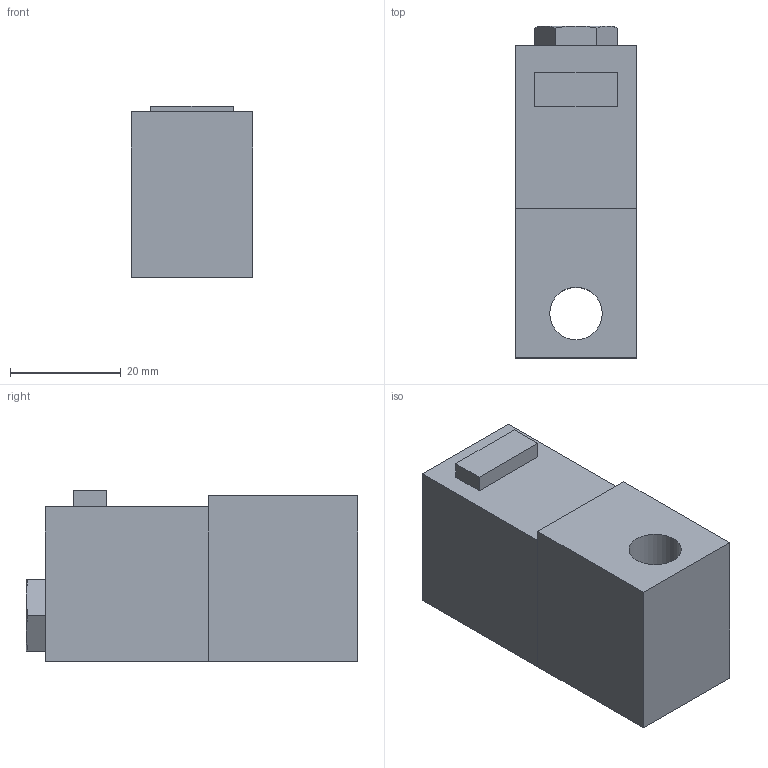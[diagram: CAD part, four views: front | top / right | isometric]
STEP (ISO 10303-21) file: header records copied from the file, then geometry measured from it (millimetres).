
FILE_DESCRIPTION(('FreeCAD Model'),'2;1');
FILE_NAME('12V_6W5_Magnetventil.step','2019-07-18T20:28:01',('Thomas Sommer'),('TomSaw'), 'Open CASCADE STEP processor 7.3','FreeCAD','Unknown');
FILE_SCHEMA(('AUTOMOTIVE_DESIGN { 1 0 10303 214 1 1 1 1 }'));
Length unit declared in the file: millimetre
Products named in the file (3): Coil; Body; M8-Nut
Bounding box: 22 x 60 x 31 mm (x, y, z)
Volume: 34065.5 mm3; surface area: 11328.8 mm2
Topology: 3 solids, 3 shells, 46 faces, 98 edges, 60 vertices
Faces by surface type: plane 26, cone 16, cylinder 4
Full cylindrical faces by diameter (mm): 6.647 x1, 8.582 x1, 9.5 x1, 10.211 x1
Entity records: 1312 total; most frequent: DIRECTION 240, CARTESIAN_POINT 205, ORIENTED_EDGE 196, EDGE_CURVE 98, AXIS2_PLACEMENT_3D 95, VERTEX_POINT 60, FACE_BOUND 54, EDGE_LOOP 54
